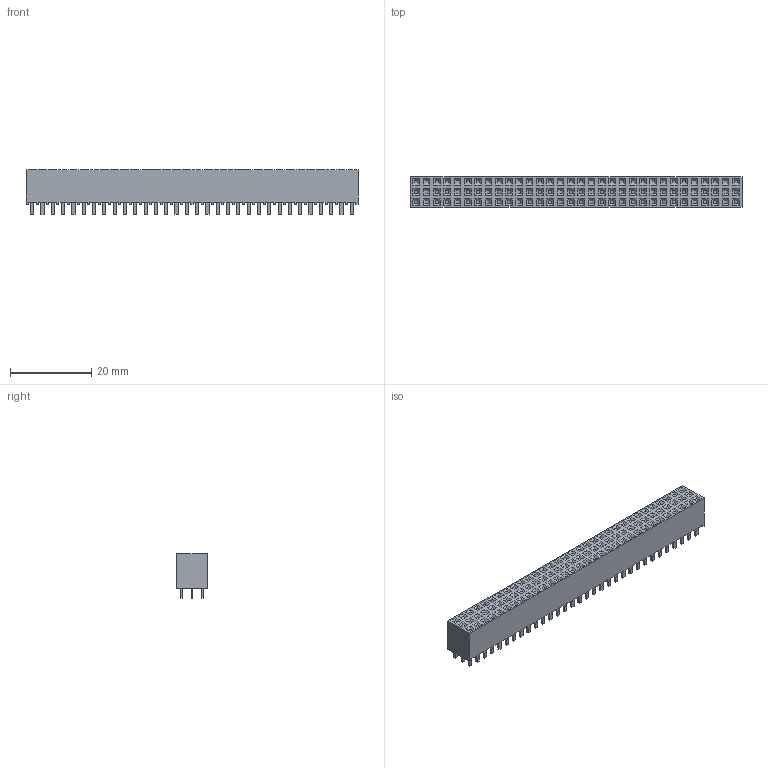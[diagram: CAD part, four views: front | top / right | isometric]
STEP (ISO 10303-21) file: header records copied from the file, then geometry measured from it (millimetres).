
FILE_DESCRIPTION((''),'2;1');
FILE_NAME('SAMTEC_SSW-132-01-L-T.stp','2011-12-08T11:51:59',(''),(''),'Mechanical Desktop 2011','Mechanical Desktop 2011',', , ');
FILE_SCHEMA(('AUTOMOTIVE_DESIGN { 1 2 10303 214 1 1 1 1 }'));
Length unit declared in the file: millimetre
Products named in the file (1): Product
Bounding box: 81.79 x 7.49 x 11.05 mm (x, y, z)
Volume: 5182.7 mm3; surface area: 4916 mm2
Topology: 98 solids, 98 shells, 1580 faces, 3480 edges, 2192 vertices
Faces by surface type: plane 1100, bspline 480
Entity records: 41934 total; most frequent: CARTESIAN_POINT 8693, ORIENTED_EDGE 6960, DIRECTION 5682, VECTOR 3480, LINE 3480, EDGE_CURVE 3480, VERTEX_POINT 2192, EDGE_LOOP 1676
